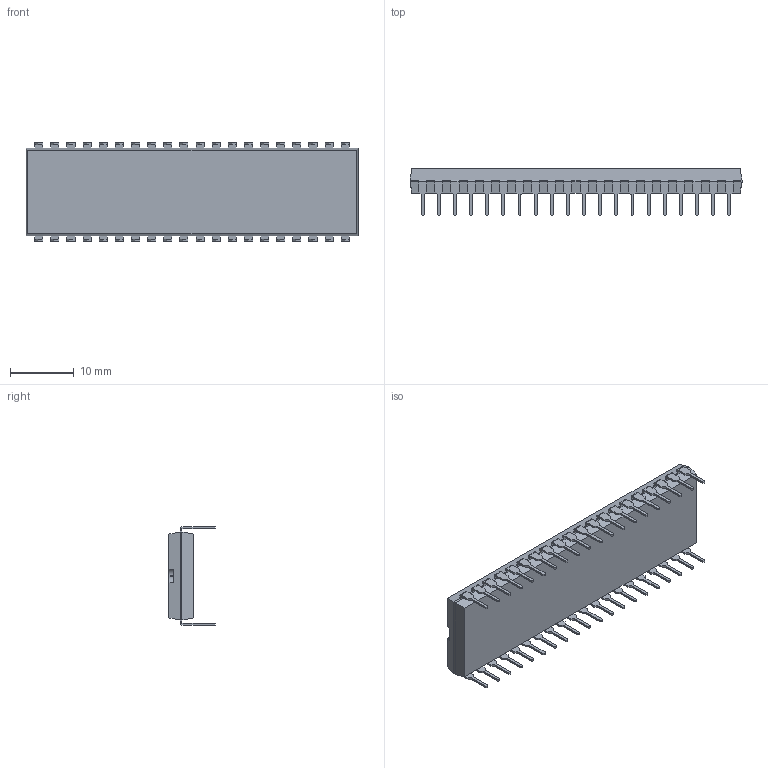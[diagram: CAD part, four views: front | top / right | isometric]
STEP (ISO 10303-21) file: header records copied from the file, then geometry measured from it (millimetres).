
FILE_DESCRIPTION (( 'STEP AP214' ), '1' );
FILE_NAME ('A2AA2EF0-CD94-468E-95E1-C25EDE1C0E03.STEP', '2023-09-26T03:48:32', ( '' ), ( '' ), 'SwSTEP 2.0', 'SolidWorks 2022', '' );
FILE_SCHEMA (( 'AUTOMOTIVE_DESIGN' ));
Length unit declared in the file: millimetre
Products named in the file (1): A2AA2EF0-CD94-468E-95E1-C25EDE1C0E03
Bounding box: 52.26 x 7.36 x 15.53 mm (x, y, z)
Volume: 2737.5 mm3; surface area: 2441.1 mm2
Topology: 12 solids, 12 shells, 862 faces, 2341 edges, 1506 vertices
Faces by surface type: plane 769, cylinder 89, bspline 4
Entity records: 36086 total; most frequent: CARTESIAN_POINT 4762, ORIENTED_EDGE 4682, DIRECTION 4229, EDGE_CURVE 2341, VECTOR 2155, LINE 2155, VERTEX_POINT 1506, AXIS2_PLACEMENT_3D 1037
